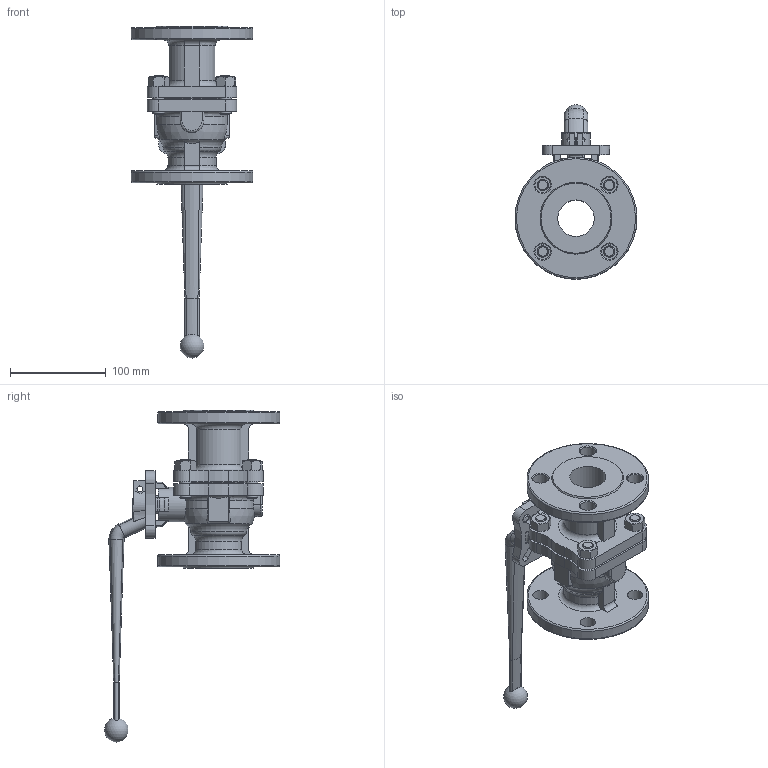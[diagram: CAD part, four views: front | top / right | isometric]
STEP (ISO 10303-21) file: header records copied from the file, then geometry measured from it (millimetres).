
FILE_DESCRIPTION(/* description */ ('STEP AP214'),/* implementation_level */ '2;1');
FILE_NAME(/* name */ '8097471_VZBF-11_2-P1-20-D-2-F0507-M-V15V15',/* time_stamp */ '2024-09-18T02:26:58+02:00',/* author */ ('License CC BY-ND 4.0'),/* organization */ ('CADENAS'),/* preprocessor_version */ 'ST-DEVELOPER v19.3',/* originating_system */ 'PARTsolutions',/* authorisation */ ' ');
FILE_SCHEMA (('AUTOMOTIVE_DESIGN {1 0 10303 214 3 1 1}'));
Length unit declared in the file: millimetre
Products named in the file (3): 8097471 VZBF-11/2-P1-20-D-2-F0507-M-V15V15; 4810855 VZBF-11/2-P1-20-D-2-F0507-V15V15; 4895984 VAOH-F9-14-H9-A
Assembly tree (2 placements, depth 2):
  8097471 VZBF-11/2-P1-20-D-2-F0507-M-V15V15
    4810855 VZBF-11/2-P1-20-D-2-F0507-V15V15
    4895984 VAOH-F9-14-H9-A
Bounding box: 127 x 182.5 x 346 mm (x, y, z)
Volume: 792770 mm3; surface area: 162180.6 mm2
Topology: 2 solids, 2 shells, 416 faces, 1118 edges, 719 vertices
Faces by surface type: plane 170, cylinder 130, cone 78, torus 36, sphere 2
Full cylindrical faces by diameter (mm): 6.2 x2, 8 x1, 12 x8, 13.5 x4, 16 x8, 35.8 x1, 36 x1, 38 x1, 127 x2
Entity records: 13134 total; most frequent: CARTESIAN_POINT 2936, DIRECTION 2092, ORIENTED_EDGE 2082, EDGE_CURVE 1041, AXIS2_PLACEMENT_3D 828, VERTEX_POINT 699, EDGE_LOOP 536, FACE_BOUND 536
